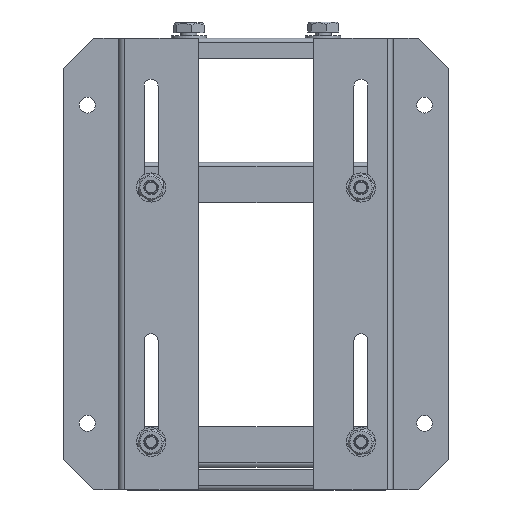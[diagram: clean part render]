
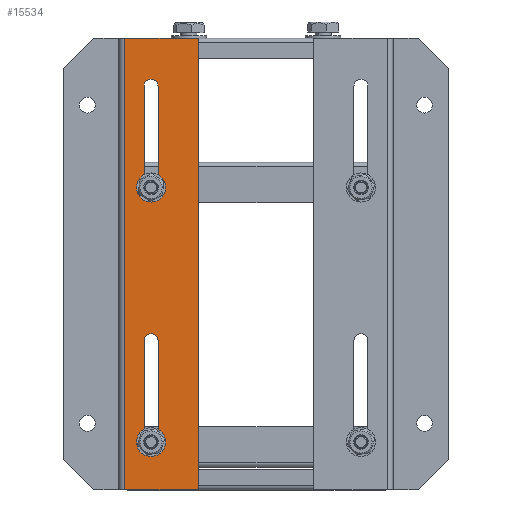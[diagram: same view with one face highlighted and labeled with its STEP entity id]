
A CAD part, front view. The second image highlights one B-rep face of the part: STEP entity #15534.
In plain terms, the highlighted planar face has unit normal (0, -1, 0).
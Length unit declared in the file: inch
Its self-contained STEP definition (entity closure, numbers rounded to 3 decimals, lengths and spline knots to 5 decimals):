
#146 = CARTESIAN_POINT ( 'NONE',  ( -3.99643, -0.63571, 1.88681 ) ) ;
#202 = ORIENTED_EDGE ( 'NONE', *, *, #15468, .F. ) ;
#291 = ORIENTED_EDGE ( 'NONE', *, *, #13759, .F. ) ;
#1111 = DIRECTION ( 'NONE',  ( 0., 0., -1. ) ) ;
#1272 = EDGE_CURVE ( 'NONE', #8636, #9848, #14852, .T. ) ;
#1400 = CARTESIAN_POINT ( 'NONE',  ( -4.27202, -0.63571, 15.86319 ) ) ;
#1663 = CARTESIAN_POINT ( 'NONE',  ( -3.72084, -0.63571, 11.88681 ) ) ;
#1676 = FACE_BOUND ( 'NONE', #5256, .T. ) ;
#2090 = CARTESIAN_POINT ( 'NONE',  ( -3.99643, -0.63571, 11.88681 ) ) ;
#2314 = CARTESIAN_POINT ( 'NONE',  ( -3.99643, -0.63571, 5.86319 ) ) ;
#2372 = AXIS2_PLACEMENT_3D ( 'NONE', #14355, #14615, #16168 ) ;
#2380 = VERTEX_POINT ( 'NONE', #3706 ) ;
#2526 = CARTESIAN_POINT ( 'NONE',  ( -3.99643, -0.63571, 11.61122 ) ) ;
#2594 = VECTOR ( 'NONE', #9847, 39.37008 ) ;
#2636 = VERTEX_POINT ( 'NONE', #11817 ) ;
#2642 = LINE ( 'NONE', #1663, #8807 ) ;
#2785 = CARTESIAN_POINT ( 'NONE',  ( -5.06139, -0.63571, 0. ) ) ;
#2816 = CIRCLE ( 'NONE', #6963, 0.27559 ) ;
#2940 = ORIENTED_EDGE ( 'NONE', *, *, #4576, .T. ) ;
#3056 = EDGE_CURVE ( 'NONE', #13707, #7645, #4933, .T. ) ;
#3159 = CARTESIAN_POINT ( 'NONE',  ( -3.72084, -0.63571, 1.88681 ) ) ;
#3253 = DIRECTION ( 'NONE',  ( 0., 1., 0. ) ) ;
#3375 = DIRECTION ( 'NONE',  ( 0., 1., 0. ) ) ;
#3563 = EDGE_CURVE ( 'NONE', #9848, #15387, #5348, .T. ) ;
#3706 = CARTESIAN_POINT ( 'NONE',  ( -3.72084, -0.63571, 15.86319 ) ) ;
#3795 = ORIENTED_EDGE ( 'NONE', *, *, #7300, .F. ) ;
#3951 = VECTOR ( 'NONE', #17260, 39.37008 ) ;
#4247 = LINE ( 'NONE', #8151, #11987 ) ;
#4576 = EDGE_CURVE ( 'NONE', #12961, #7645, #2816, .T. ) ;
#4933 = LINE ( 'NONE', #5434, #10136 ) ;
#5256 = EDGE_LOOP ( 'NONE', ( #9926, #18171, #291, #14492, #8337 ) ) ;
#5348 = CIRCLE ( 'NONE', #9884, 0.27559 ) ;
#5434 = CARTESIAN_POINT ( 'NONE',  ( -3.72084, -0.63571, 1.88681 ) ) ;
#5724 = VECTOR ( 'NONE', #11414, 39.37008 ) ;
#6161 = VERTEX_POINT ( 'NONE', #8212 ) ;
#6245 = CARTESIAN_POINT ( 'NONE',  ( 5.31853, -0.63571, 17.75 ) ) ;
#6488 = DIRECTION ( 'NONE',  ( 0., 0., -1. ) ) ;
#6599 = ORIENTED_EDGE ( 'NONE', *, *, #11571, .T. ) ;
#6762 = AXIS2_PLACEMENT_3D ( 'NONE', #9099, #15444, #18614 ) ;
#6963 = AXIS2_PLACEMENT_3D ( 'NONE', #2314, #17933, #16277 ) ;
#7258 = EDGE_CURVE ( 'NONE', #10198, #6161, #14101, .T. ) ;
#7300 = EDGE_CURVE ( 'NONE', #14075, #11440, #12374, .T. ) ;
#7508 = DIRECTION ( 'NONE',  ( 0., -1., 0. ) ) ;
#7645 = VERTEX_POINT ( 'NONE', #17665 ) ;
#7785 = ORIENTED_EDGE ( 'NONE', *, *, #8674, .T. ) ;
#7805 = EDGE_LOOP ( 'NONE', ( #3795, #19218, #12290, #202 ) ) ;
#7924 = EDGE_CURVE ( 'NONE', #12961, #2636, #4247, .T. ) ;
#7944 = DIRECTION ( 'NONE',  ( 0., 0., -1. ) ) ;
#8151 = CARTESIAN_POINT ( 'NONE',  ( -4.27202, -0.63571, 5.86319 ) ) ;
#8212 = CARTESIAN_POINT ( 'NONE',  ( -5.03239, -0.63571, 0. ) ) ;
#8337 = ORIENTED_EDGE ( 'NONE', *, *, #3563, .T. ) ;
#8604 = EDGE_LOOP ( 'NONE', ( #2940, #12706, #7785, #6599, #13874 ) ) ;
#8614 = EDGE_CURVE ( 'NONE', #19782, #2380, #14606, .T. ) ;
#8623 = AXIS2_PLACEMENT_3D ( 'NONE', #146, #3253, #6488 ) ;
#8636 = VERTEX_POINT ( 'NONE', #11191 ) ;
#8674 = EDGE_CURVE ( 'NONE', #13707, #13895, #12382, .T. ) ;
#8690 = LINE ( 'NONE', #19239, #5724 ) ;
#8807 = VECTOR ( 'NONE', #15764, 39.37008 ) ;
#8961 = CARTESIAN_POINT ( 'NONE',  ( -2.13619, -0.63571, 0. ) ) ;
#9044 = FACE_OUTER_BOUND ( 'NONE', #7805, .T. ) ;
#9099 = CARTESIAN_POINT ( 'NONE',  ( -3.99643, -0.63571, 11.88681 ) ) ;
#9847 = DIRECTION ( 'NONE',  ( 0., 0., -1. ) ) ;
#9848 = VERTEX_POINT ( 'NONE', #2526 ) ;
#9884 = AXIS2_PLACEMENT_3D ( 'NONE', #2090, #13173, #13106 ) ;
#9926 = ORIENTED_EDGE ( 'NONE', *, *, #15314, .F. ) ;
#10136 = VECTOR ( 'NONE', #16438, 39.37008 ) ;
#10198 = VERTEX_POINT ( 'NONE', #16356 ) ;
#10232 = CIRCLE ( 'NONE', #8623, 0.27559 ) ;
#10289 = LINE ( 'NONE', #8961, #18920 ) ;
#10376 = CARTESIAN_POINT ( 'NONE',  ( -4.27202, -0.63571, 5.86319 ) ) ;
#10543 = AXIS2_PLACEMENT_3D ( 'NONE', #18734, #7508, #12484 ) ;
#10557 = PLANE ( 'NONE',  #10543 ) ;
#11191 = CARTESIAN_POINT ( 'NONE',  ( -3.72084, -0.63571, 11.88681 ) ) ;
#11390 = DIRECTION ( 'NONE',  ( 0., 0., -1. ) ) ;
#11414 = DIRECTION ( 'NONE',  ( 0., 0., -1. ) ) ;
#11440 = VERTEX_POINT ( 'NONE', #13606 ) ;
#11571 = EDGE_CURVE ( 'NONE', #13895, #2636, #10232, .T. ) ;
#11817 = CARTESIAN_POINT ( 'NONE',  ( -4.27202, -0.63571, 1.88681 ) ) ;
#11987 = VECTOR ( 'NONE', #7944, 39.37008 ) ;
#12290 = ORIENTED_EDGE ( 'NONE', *, *, #7258, .F. ) ;
#12374 = LINE ( 'NONE', #6245, #3951 ) ;
#12382 = CIRCLE ( 'NONE', #2372, 0.27559 ) ;
#12484 = DIRECTION ( 'NONE',  ( 0., 0., -1. ) ) ;
#12706 = ORIENTED_EDGE ( 'NONE', *, *, #3056, .F. ) ;
#12837 = CARTESIAN_POINT ( 'NONE',  ( -3.99643, -0.63571, 15.86319 ) ) ;
#12900 = CARTESIAN_POINT ( 'NONE',  ( -5.03239, -0.63571, 17.75 ) ) ;
#12961 = VERTEX_POINT ( 'NONE', #10376 ) ;
#13106 = DIRECTION ( 'NONE',  ( 0., 0., -1. ) ) ;
#13173 = DIRECTION ( 'NONE',  ( 0., 1., 0. ) ) ;
#13606 = CARTESIAN_POINT ( 'NONE',  ( -2.13619, -0.63571, 17.75 ) ) ;
#13707 = VERTEX_POINT ( 'NONE', #3159 ) ;
#13759 = EDGE_CURVE ( 'NONE', #8636, #2380, #2642, .T. ) ;
#13874 = ORIENTED_EDGE ( 'NONE', *, *, #7924, .F. ) ;
#13895 = VERTEX_POINT ( 'NONE', #16473 ) ;
#14075 = VERTEX_POINT ( 'NONE', #12900 ) ;
#14101 = LINE ( 'NONE', #2785, #18256 ) ;
#14355 = CARTESIAN_POINT ( 'NONE',  ( -3.99643, -0.63571, 1.88681 ) ) ;
#14398 = AXIS2_PLACEMENT_3D ( 'NONE', #12837, #3375, #11390 ) ;
#14492 = ORIENTED_EDGE ( 'NONE', *, *, #1272, .T. ) ;
#14527 = EDGE_CURVE ( 'NONE', #14075, #6161, #15168, .T. ) ;
#14606 = CIRCLE ( 'NONE', #14398, 0.27559 ) ;
#14615 = DIRECTION ( 'NONE',  ( 0., 1., 0. ) ) ;
#14852 = CIRCLE ( 'NONE', #6762, 0.27559 ) ;
#15041 = CARTESIAN_POINT ( 'NONE',  ( -4.27202, -0.63571, 11.88681 ) ) ;
#15168 = LINE ( 'NONE', #20381, #2594 ) ;
#15314 = EDGE_CURVE ( 'NONE', #19782, #15387, #8690, .T. ) ;
#15387 = VERTEX_POINT ( 'NONE', #15041 ) ;
#15444 = DIRECTION ( 'NONE',  ( 0., 1., 0. ) ) ;
#15468 = EDGE_CURVE ( 'NONE', #11440, #10198, #10289, .T. ) ;
#15534 = ADVANCED_FACE ( 'NONE', ( #1676, #9044, #16906 ), #10557, .T. ) ;
#15764 = DIRECTION ( 'NONE',  ( 0., 0., 1. ) ) ;
#16168 = DIRECTION ( 'NONE',  ( 0., 0., -1. ) ) ;
#16277 = DIRECTION ( 'NONE',  ( 0., 0., -1. ) ) ;
#16356 = CARTESIAN_POINT ( 'NONE',  ( -2.13619, -0.63571, 0. ) ) ;
#16438 = DIRECTION ( 'NONE',  ( 0., 0., 1. ) ) ;
#16473 = CARTESIAN_POINT ( 'NONE',  ( -3.99643, -0.63571, 1.61122 ) ) ;
#16906 = FACE_BOUND ( 'NONE', #8604, .T. ) ;
#17260 = DIRECTION ( 'NONE',  ( 1., 0., 0. ) ) ;
#17665 = CARTESIAN_POINT ( 'NONE',  ( -3.72084, -0.63571, 5.86319 ) ) ;
#17933 = DIRECTION ( 'NONE',  ( 0., 1., 0. ) ) ;
#18171 = ORIENTED_EDGE ( 'NONE', *, *, #8614, .T. ) ;
#18256 = VECTOR ( 'NONE', #20155, 39.37008 ) ;
#18614 = DIRECTION ( 'NONE',  ( 0., 0., -1. ) ) ;
#18734 = CARTESIAN_POINT ( 'NONE',  ( -5.24643, -0.63571, 17.75 ) ) ;
#18920 = VECTOR ( 'NONE', #1111, 39.37008 ) ;
#19218 = ORIENTED_EDGE ( 'NONE', *, *, #14527, .T. ) ;
#19239 = CARTESIAN_POINT ( 'NONE',  ( -4.27202, -0.63571, 15.86319 ) ) ;
#19782 = VERTEX_POINT ( 'NONE', #1400 ) ;
#20155 = DIRECTION ( 'NONE',  ( -1., 0., 0. ) ) ;
#20381 = CARTESIAN_POINT ( 'NONE',  ( -5.03239, -0.63571, 17.75 ) ) ;
